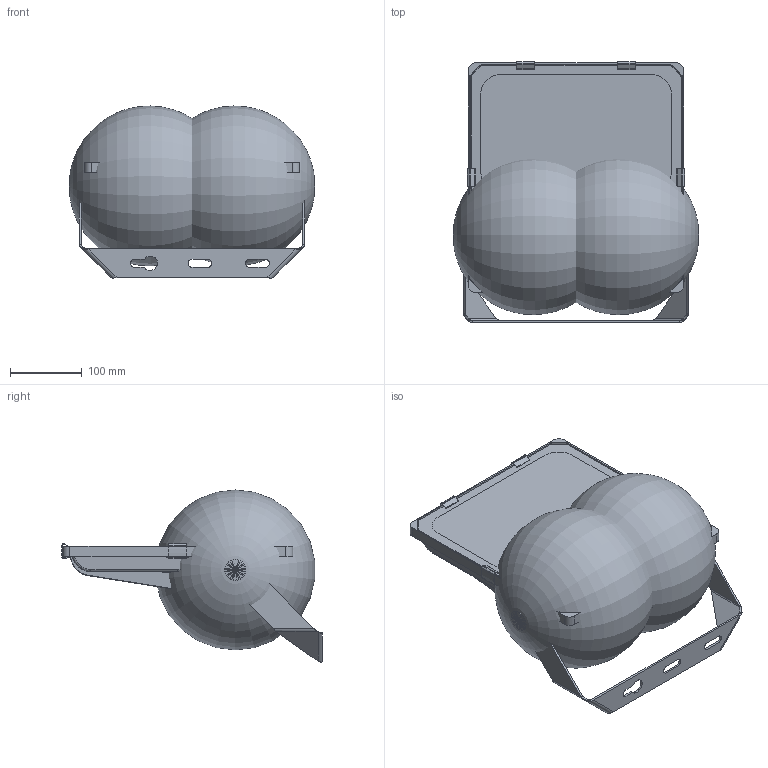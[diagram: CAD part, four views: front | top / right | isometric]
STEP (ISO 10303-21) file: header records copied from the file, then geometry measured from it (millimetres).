
FILE_DESCRIPTION (( 'STEP AP214' ), '1' );
FILE_NAME ('FL_PFM_100W.STEP', '2024-07-30T12:35:55', ( '' ), ( '' ), 'SwSTEP 2.0', 'SolidWorks 2022', '' );
FILE_SCHEMA (( 'AUTOMOTIVE_DESIGN' ));
Length unit declared in the file: millimetre
Products named in the file (1): FL_PFM_100W
Bounding box: 341.69 x 362.54 x 239.33 mm (x, y, z)
Volume: 13018916.8 mm3; surface area: 930302.5 mm2
Topology: 12 solids, 12 shells, 1155 faces, 2916 edges, 1756 vertices
Faces by surface type: cylinder 428, plane 300, bspline 286, torus 118, cone 17, sphere 6
Full cylindrical faces by diameter (mm): 11 x2
Entity records: 65211 total; most frequent: CARTESIAN_POINT 28509, ORIENTED_EDGE 5748, DIRECTION 3757, EDGE_CURVE 2874, VERTEX_POINT 1754, AXIS2_PLACEMENT_3D 1368, B_SPLINE_CURVE_WITH_KNOTS 1227, EDGE_LOOP 1178
